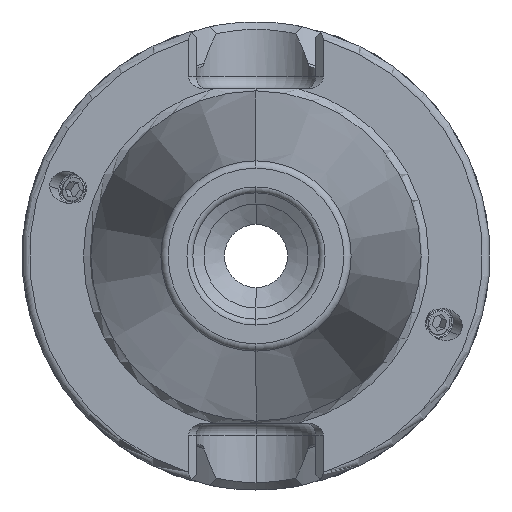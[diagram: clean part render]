
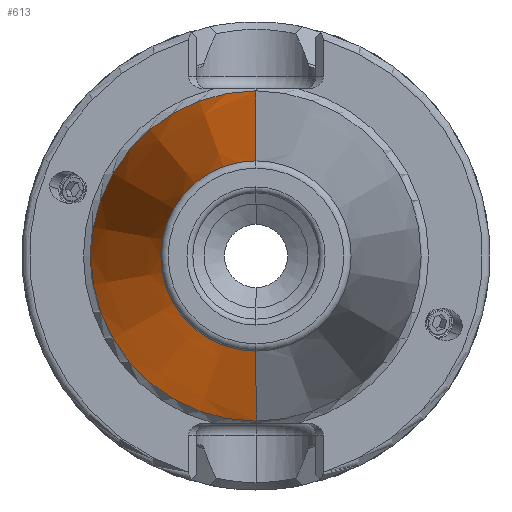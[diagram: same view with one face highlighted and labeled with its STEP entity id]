
A CAD part, left-side view. The second image highlights one B-rep face of the part: STEP entity #613.
In plain terms, the highlighted conical face has half-angle 8.297 degrees and reference radius 22.225 mm.
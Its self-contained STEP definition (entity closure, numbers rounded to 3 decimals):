
#141 = VERTEX_POINT ( 'NONE', #4964 ) ;
#613 = ADVANCED_FACE ( 'NONE', ( #6719 ), #3797, .T. ) ;
#699 = CARTESIAN_POINT ( 'NONE',  ( 0., 0., -22.225 ) ) ;
#817 = CIRCLE ( 'NONE', #2610, 22.225 ) ;
#961 = CARTESIAN_POINT ( 'NONE',  ( 0., 0., 0. ) ) ;
#1017 = VERTEX_POINT ( 'NONE', #1385 ) ;
#1087 = CARTESIAN_POINT ( 'NONE',  ( 0., 0., 0. ) ) ;
#1250 = ORIENTED_EDGE ( 'NONE', *, *, #2901, .F. ) ;
#1281 = CARTESIAN_POINT ( 'NONE',  ( -64.544, 0., 12.812 ) ) ;
#1385 = CARTESIAN_POINT ( 'NONE',  ( -64.544, 0., -12.812 ) ) ;
#1596 = EDGE_CURVE ( 'NONE', #4022, #1017, #5999, .T. ) ;
#1654 = EDGE_CURVE ( 'NONE', #141, #3267, #817, .T. ) ;
#1836 = DIRECTION ( 'NONE',  ( 0., 0., -1. ) ) ;
#2178 = DIRECTION ( 'NONE',  ( 0.99, 0., 0.144 ) ) ;
#2283 = CARTESIAN_POINT ( 'NONE',  ( -64.544, 0., 0. ) ) ;
#2610 = AXIS2_PLACEMENT_3D ( 'NONE', #1087, #3859, #5699 ) ;
#2839 = DIRECTION ( 'NONE',  ( -1., 0., 0. ) ) ;
#2901 = EDGE_CURVE ( 'NONE', #1017, #3267, #5336, .T. ) ;
#2966 = AXIS2_PLACEMENT_3D ( 'NONE', #961, #6125, #1836 ) ;
#3267 = VERTEX_POINT ( 'NONE', #699 ) ;
#3308 = ORIENTED_EDGE ( 'NONE', *, *, #1654, .T. ) ;
#3314 = VECTOR ( 'NONE', #2178, 1000. ) ;
#3391 = DIRECTION ( 'NONE',  ( 0., 0., 1. ) ) ;
#3537 = EDGE_LOOP ( 'NONE', ( #6347, #4638, #3308, #1250 ) ) ;
#3797 = CONICAL_SURFACE ( 'NONE', #2966, 22.225, 0.145 ) ;
#3859 = DIRECTION ( 'NONE',  ( -1., 0., 0. ) ) ;
#4022 = VERTEX_POINT ( 'NONE', #1281 ) ;
#4085 = EDGE_CURVE ( 'NONE', #4022, #141, #4726, .T. ) ;
#4638 = ORIENTED_EDGE ( 'NONE', *, *, #4085, .T. ) ;
#4726 = LINE ( 'NONE', #5952, #3314 ) ;
#4904 = AXIS2_PLACEMENT_3D ( 'NONE', #2283, #2839, #3391 ) ;
#4964 = CARTESIAN_POINT ( 'NONE',  ( 0., 0., 22.225 ) ) ;
#5336 = LINE ( 'NONE', #6790, #5424 ) ;
#5424 = VECTOR ( 'NONE', #6741, 1000. ) ;
#5699 = DIRECTION ( 'NONE',  ( 0., 0., 1. ) ) ;
#5952 = CARTESIAN_POINT ( 'NONE',  ( 0., 0., 22.225 ) ) ;
#5999 = CIRCLE ( 'NONE', #4904, 12.812 ) ;
#6125 = DIRECTION ( 'NONE',  ( 1., 0., 0. ) ) ;
#6347 = ORIENTED_EDGE ( 'NONE', *, *, #1596, .F. ) ;
#6719 = FACE_OUTER_BOUND ( 'NONE', #3537, .T. ) ;
#6741 = DIRECTION ( 'NONE',  ( 0.99, 0., -0.144 ) ) ;
#6790 = CARTESIAN_POINT ( 'NONE',  ( 0., 0., -22.225 ) ) ;
